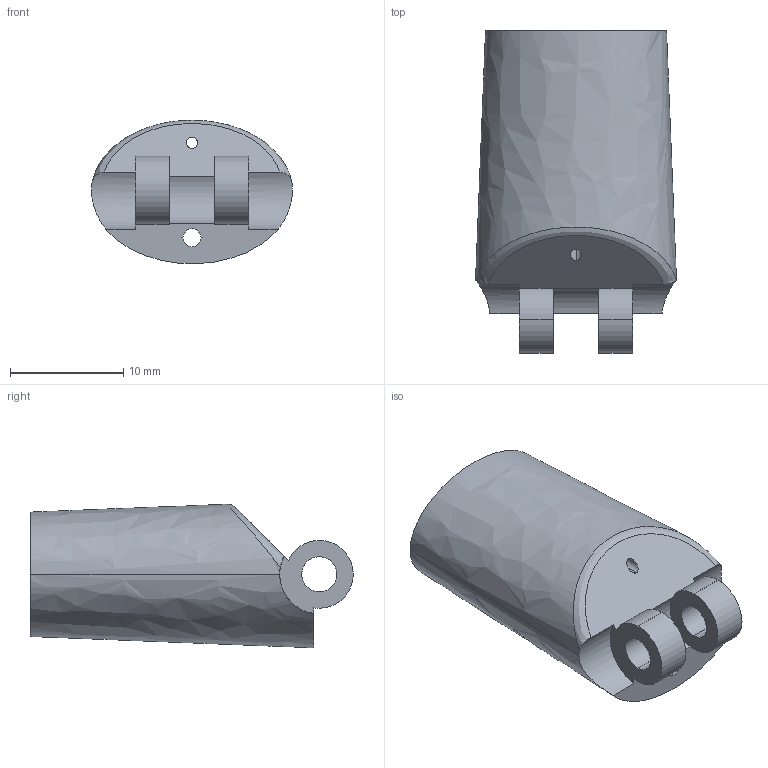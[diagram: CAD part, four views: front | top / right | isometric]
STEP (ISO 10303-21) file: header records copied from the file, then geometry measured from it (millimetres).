
FILE_DESCRIPTION (( 'STEP AP214' ), '1' );
FILE_NAME ('MiddleFinger3.STEP', '2026-02-16T16:36:53', ( '' ), ( '' ), 'SwSTEP 2.0', 'SolidWorks 2025', '' );
FILE_SCHEMA (( 'AUTOMOTIVE_DESIGN' ));
Length unit declared in the file: millimetre
Products named in the file (1): MiddleFinger3
Bounding box: 17.76 x 28.5 x 12.69 mm (x, y, z)
Volume: 3577 mm3; surface area: 1780.1 mm2
Topology: 1 solids, 1 shells, 30 faces, 77 edges, 50 vertices
Faces by surface type: cylinder 19, plane 8, bspline 3
Entity records: 1347 total; most frequent: CARTESIAN_POINT 588, ORIENTED_EDGE 154, DIRECTION 152, EDGE_CURVE 77, AXIS2_PLACEMENT_3D 62, VERTEX_POINT 50, EDGE_LOOP 39, CIRCLE 34
